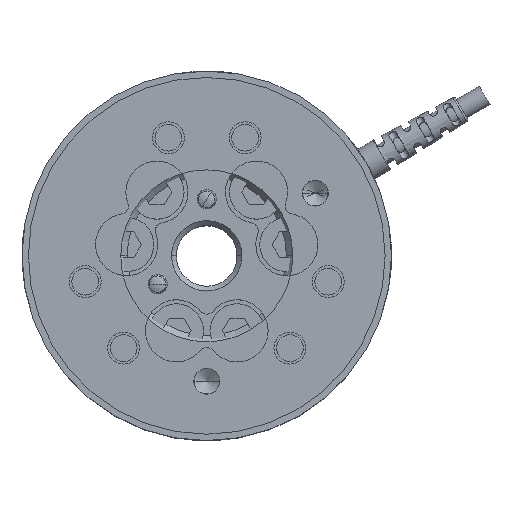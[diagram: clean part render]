
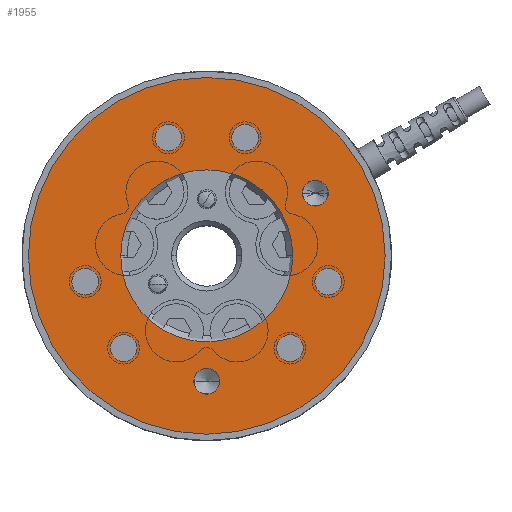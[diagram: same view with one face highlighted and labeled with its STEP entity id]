
A CAD part, top view. The second image highlights one B-rep face of the part: STEP entity #1955.
In plain terms, the highlighted planar face has unit normal (0, 0, 1).
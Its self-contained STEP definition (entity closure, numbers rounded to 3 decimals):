
#575=CARTESIAN_POINT('',(-19.074,-4.054,
0.028));
#576=DIRECTION('',(0.,0.,1.));
#577=DIRECTION('',(-1.,0.,0.));
#578=AXIS2_PLACEMENT_3D('',#575,#576,#577);
#583=CARTESIAN_POINT('',(-19.074,-4.054,
0.028));
#584=DIRECTION('',(0.,0.,1.));
#585=DIRECTION('',(1.,0.,0.));
#586=AXIS2_PLACEMENT_3D('',#583,#584,#585);
#591=CARTESIAN_POINT('',(-13.048,-14.491,
0.028));
#592=DIRECTION('',(0.,0.,1.));
#593=DIRECTION('',(-1.,0.,0.));
#594=AXIS2_PLACEMENT_3D('',#591,#592,#593);
#599=CARTESIAN_POINT('',(-13.048,-14.491,
0.028));
#600=DIRECTION('',(0.,0.,1.));
#601=DIRECTION('',(1.,0.,0.));
#602=AXIS2_PLACEMENT_3D('',#599,#600,#601);
#607=CARTESIAN_POINT('',(13.048,-14.491,0.028));
#608=DIRECTION('',(0.,0.,1.));
#609=DIRECTION('',(-1.,0.,0.));
#610=AXIS2_PLACEMENT_3D('',#607,#608,#609);
#615=CARTESIAN_POINT('',(13.048,-14.491,0.028));
#616=DIRECTION('',(0.,0.,1.));
#617=DIRECTION('',(1.,0.,0.));
#618=AXIS2_PLACEMENT_3D('',#615,#616,#617);
#623=CARTESIAN_POINT('',(19.074,-4.054,0.028));
#624=DIRECTION('',(0.,0.,1.));
#625=DIRECTION('',(-1.,0.,0.));
#626=AXIS2_PLACEMENT_3D('',#623,#624,#625);
#631=CARTESIAN_POINT('',(19.074,-4.054,0.028));
#632=DIRECTION('',(0.,0.,1.));
#633=DIRECTION('',(1.,0.,0.));
#634=AXIS2_PLACEMENT_3D('',#631,#632,#633);
#639=CARTESIAN_POINT('',(6.026,18.546,0.028));
#640=DIRECTION('',(0.,0.,1.));
#641=DIRECTION('',(-1.,0.,0.));
#642=AXIS2_PLACEMENT_3D('',#639,#640,#641);
#647=CARTESIAN_POINT('',(6.026,18.546,0.028));
#648=DIRECTION('',(0.,0.,1.));
#649=DIRECTION('',(1.,0.,0.));
#650=AXIS2_PLACEMENT_3D('',#647,#648,#649);
#655=CARTESIAN_POINT('',(-6.026,18.546,0.028));
#656=DIRECTION('',(0.,0.,1.));
#657=DIRECTION('',(-1.,0.,0.));
#658=AXIS2_PLACEMENT_3D('',#655,#656,#657);
#663=CARTESIAN_POINT('',(-6.026,18.546,0.028));
#664=DIRECTION('',(0.,0.,1.));
#665=DIRECTION('',(1.,0.,0.));
#666=AXIS2_PLACEMENT_3D('',#663,#664,#665);
#671=CARTESIAN_POINT('',(0.,-19.685,0.028));
#672=DIRECTION('',(0.,0.,1.));
#673=DIRECTION('',(-1.,0.,0.));
#674=AXIS2_PLACEMENT_3D('',#671,#672,#673);
#679=CARTESIAN_POINT('',(0.,-19.685,0.028));
#680=DIRECTION('',(0.,0.,1.));
#681=DIRECTION('',(1.,0.,0.));
#682=AXIS2_PLACEMENT_3D('',#679,#680,#681);
#687=CARTESIAN_POINT('',(17.048,9.843,0.028));
#688=DIRECTION('',(0.,0.,1.));
#689=DIRECTION('',(-1.,0.,0.));
#690=AXIS2_PLACEMENT_3D('',#687,#688,#689);
#695=CARTESIAN_POINT('',(17.048,9.843,0.028));
#696=DIRECTION('',(0.,0.,1.));
#697=DIRECTION('',(1.,0.,0.));
#698=AXIS2_PLACEMENT_3D('',#695,#696,#697);
#703=CARTESIAN_POINT('',(0.,0.,0.028));
#704=DIRECTION('',(0.,0.,1.));
#705=DIRECTION('',(1.,0.,0.));
#706=AXIS2_PLACEMENT_3D('',#703,#704,#705);
#711=CARTESIAN_POINT('',(0.,0.,0.028));
#712=DIRECTION('',(0.,0.,1.));
#713=DIRECTION('',(-1.,0.,0.));
#714=AXIS2_PLACEMENT_3D('',#711,#712,#713);
#719=CARTESIAN_POINT('',(0.,0.,0.028));
#720=DIRECTION('',(0.,0.,-1.));
#721=DIRECTION('',(1.,0.,0.));
#722=AXIS2_PLACEMENT_3D('',#719,#720,#721);
#727=CARTESIAN_POINT('',(0.,0.,0.028));
#728=DIRECTION('',(0.,0.,-1.));
#729=DIRECTION('',(-1.,0.,0.));
#730=AXIS2_PLACEMENT_3D('',#727,#728,#729);
#1227=CARTESIAN_POINT('',(-21.174,-4.054,
0.028));
#1228=CARTESIAN_POINT('',(-16.974,-4.054,
0.028));
#1229=VERTEX_POINT('',#1227);
#1230=VERTEX_POINT('',#1228);
#1231=CARTESIAN_POINT('',(-15.148,-14.491,
0.028));
#1232=CARTESIAN_POINT('',(-10.948,-14.491,
0.028));
#1233=VERTEX_POINT('',#1231);
#1234=VERTEX_POINT('',#1232);
#1235=CARTESIAN_POINT('',(10.948,-14.491,
0.028));
#1236=CARTESIAN_POINT('',(15.148,-14.491,
0.028));
#1237=VERTEX_POINT('',#1235);
#1238=VERTEX_POINT('',#1236);
#1239=CARTESIAN_POINT('',(16.974,-4.054,
0.028));
#1240=CARTESIAN_POINT('',(21.174,-4.054,
0.028));
#1241=VERTEX_POINT('',#1239);
#1242=VERTEX_POINT('',#1240);
#1243=CARTESIAN_POINT('',(3.926,18.546,0.028));
#1244=CARTESIAN_POINT('',(8.126,18.546,0.028));
#1245=VERTEX_POINT('',#1243);
#1246=VERTEX_POINT('',#1244);
#1247=CARTESIAN_POINT('',(-8.126,18.546,
0.028));
#1248=CARTESIAN_POINT('',(-3.926,18.546,
0.028));
#1249=VERTEX_POINT('',#1247);
#1250=VERTEX_POINT('',#1248);
#1263=CARTESIAN_POINT('',(-2.,-19.685,0.028));
#1264=CARTESIAN_POINT('',(2.,-19.685,0.028));
#1265=VERTEX_POINT('',#1263);
#1266=VERTEX_POINT('',#1264);
#1267=CARTESIAN_POINT('',(15.048,9.843,0.028));
#1268=CARTESIAN_POINT('',(19.048,9.843,0.028));
#1269=VERTEX_POINT('',#1267);
#1270=VERTEX_POINT('',#1268);
#1347=CARTESIAN_POINT('',(28.,0.,0.028));
#1348=CARTESIAN_POINT('',(-28.,0.,0.028));
#1349=VERTEX_POINT('',#1347);
#1350=VERTEX_POINT('',#1348);
#1355=CARTESIAN_POINT('',(13.5,0.,0.028));
#1356=CARTESIAN_POINT('',(-13.5,0.,0.028));
#1357=VERTEX_POINT('',#1355);
#1358=VERTEX_POINT('',#1356);
#1891=CARTESIAN_POINT('',(0.,0.,0.028));
#1892=DIRECTION('',(0.,0.,-1.));
#1893=DIRECTION('',(1.,0.,0.));
#1894=AXIS2_PLACEMENT_3D('',#1891,#1892,#1893);
#1895=PLANE('',#1894);
#1897=ORIENTED_EDGE('',*,*,#1896,.F.);
#1899=ORIENTED_EDGE('',*,*,#1898,.F.);
#1900=EDGE_LOOP('',(#1897,#1899));
#1901=FACE_OUTER_BOUND('',#1900,.F.);
#1903=ORIENTED_EDGE('',*,*,#1902,.T.);
#1905=ORIENTED_EDGE('',*,*,#1904,.T.);
#1906=EDGE_LOOP('',(#1903,#1905));
#1907=FACE_BOUND('',#1906,.F.);
#1909=ORIENTED_EDGE('',*,*,#1908,.T.);
#1911=ORIENTED_EDGE('',*,*,#1910,.T.);
#1912=EDGE_LOOP('',(#1909,#1911));
#1913=FACE_BOUND('',#1912,.F.);
#1915=ORIENTED_EDGE('',*,*,#1914,.T.);
#1917=ORIENTED_EDGE('',*,*,#1916,.T.);
#1918=EDGE_LOOP('',(#1915,#1917));
#1919=FACE_BOUND('',#1918,.F.);
#1921=ORIENTED_EDGE('',*,*,#1920,.T.);
#1923=ORIENTED_EDGE('',*,*,#1922,.T.);
#1924=EDGE_LOOP('',(#1921,#1923));
#1925=FACE_BOUND('',#1924,.F.);
#1927=ORIENTED_EDGE('',*,*,#1926,.T.);
#1929=ORIENTED_EDGE('',*,*,#1928,.T.);
#1930=EDGE_LOOP('',(#1927,#1929));
#1931=FACE_BOUND('',#1930,.F.);
#1933=ORIENTED_EDGE('',*,*,#1932,.T.);
#1935=ORIENTED_EDGE('',*,*,#1934,.T.);
#1936=EDGE_LOOP('',(#1933,#1935));
#1937=FACE_BOUND('',#1936,.F.);
#1939=ORIENTED_EDGE('',*,*,#1938,.T.);
#1941=ORIENTED_EDGE('',*,*,#1940,.T.);
#1942=EDGE_LOOP('',(#1939,#1941));
#1943=FACE_BOUND('',#1942,.F.);
#1945=ORIENTED_EDGE('',*,*,#1944,.T.);
#1947=ORIENTED_EDGE('',*,*,#1946,.T.);
#1948=EDGE_LOOP('',(#1945,#1947));
#1949=FACE_BOUND('',#1948,.F.);
#1950=ORIENTED_EDGE('',*,*,#1881,.F.);
#1952=ORIENTED_EDGE('',*,*,#1951,.F.);
#1953=EDGE_LOOP('',(#1950,#1952));
#1954=FACE_BOUND('',#1953,.F.);
#579=CIRCLE('',#578,2.1);
#587=CIRCLE('',#586,2.1);
#595=CIRCLE('',#594,2.1);
#603=CIRCLE('',#602,2.1);
#611=CIRCLE('',#610,2.1);
#619=CIRCLE('',#618,2.1);
#627=CIRCLE('',#626,2.1);
#635=CIRCLE('',#634,2.1);
#643=CIRCLE('',#642,2.1);
#651=CIRCLE('',#650,2.1);
#659=CIRCLE('',#658,2.1);
#667=CIRCLE('',#666,2.1);
#675=CIRCLE('',#674,2.);
#683=CIRCLE('',#682,2.);
#691=CIRCLE('',#690,2.);
#699=CIRCLE('',#698,2.);
#707=CIRCLE('',#706,28.);
#715=CIRCLE('',#714,28.);
#723=CIRCLE('',#722,13.5);
#731=CIRCLE('',#730,13.5);
#1881=EDGE_CURVE('',#1357,#1358,#723,.T.);
#1896=EDGE_CURVE('',#1349,#1350,#707,.T.);
#1898=EDGE_CURVE('',#1350,#1349,#715,.T.);
#1902=EDGE_CURVE('',#1233,#1234,#595,.T.);
#1904=EDGE_CURVE('',#1234,#1233,#603,.T.);
#1908=EDGE_CURVE('',#1237,#1238,#611,.T.);
#1910=EDGE_CURVE('',#1238,#1237,#619,.T.);
#1914=EDGE_CURVE('',#1241,#1242,#627,.T.);
#1916=EDGE_CURVE('',#1242,#1241,#635,.T.);
#1920=EDGE_CURVE('',#1245,#1246,#643,.T.);
#1922=EDGE_CURVE('',#1246,#1245,#651,.T.);
#1926=EDGE_CURVE('',#1249,#1250,#659,.T.);
#1928=EDGE_CURVE('',#1250,#1249,#667,.T.);
#1932=EDGE_CURVE('',#1265,#1266,#675,.T.);
#1934=EDGE_CURVE('',#1266,#1265,#683,.T.);
#1938=EDGE_CURVE('',#1269,#1270,#691,.T.);
#1940=EDGE_CURVE('',#1270,#1269,#699,.T.);
#1944=EDGE_CURVE('',#1229,#1230,#579,.T.);
#1946=EDGE_CURVE('',#1230,#1229,#587,.T.);
#1951=EDGE_CURVE('',#1358,#1357,#731,.T.);
#1955=ADVANCED_FACE('',(#1901,#1907,#1913,#1919,#1925,#1931,#1937,#1943,#1949,
#1954),#1895,.F.);
